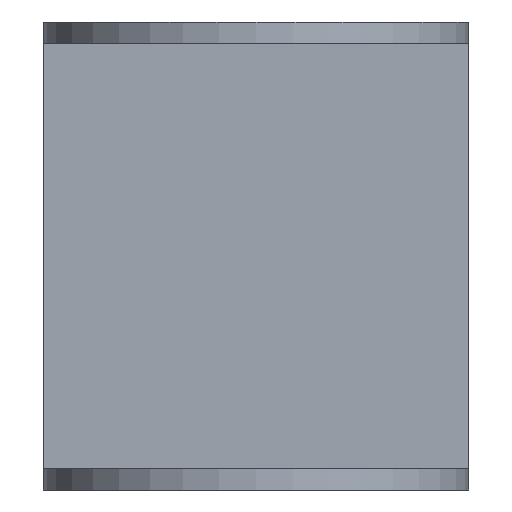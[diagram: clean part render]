
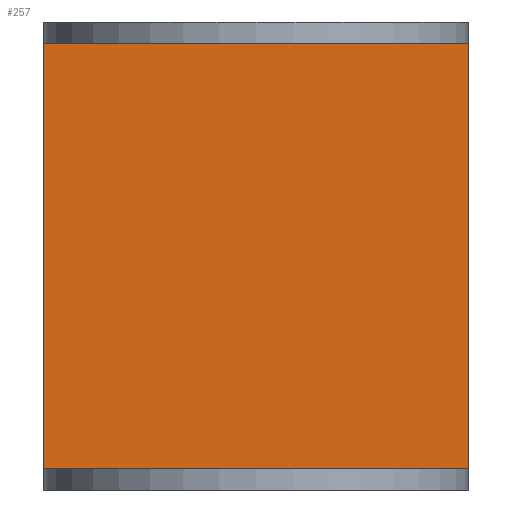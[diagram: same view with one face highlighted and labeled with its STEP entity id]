
A CAD part, left-side view. The second image highlights one B-rep face of the part: STEP entity #257.
In plain terms, the highlighted planar face has unit normal (-1, 0, 0).
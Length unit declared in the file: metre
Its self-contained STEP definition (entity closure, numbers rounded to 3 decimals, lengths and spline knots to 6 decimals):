
#57=ORIENTED_EDGE('',*,*,#121,.T.);
#58=ORIENTED_EDGE('',*,*,#106,.F.);
#59=ORIENTED_EDGE('',*,*,#122,.F.);
#60=ORIENTED_EDGE('',*,*,#116,.T.);
#106=EDGE_CURVE('',#140,#141,#164,.T.);
#116=EDGE_CURVE('',#149,#148,#174,.T.);
#121=EDGE_CURVE('',#148,#141,#179,.T.);
#122=EDGE_CURVE('',#149,#140,#180,.T.);
#140=VERTEX_POINT('',#399);
#141=VERTEX_POINT('',#401);
#148=VERTEX_POINT('',#419);
#149=VERTEX_POINT('',#421);
#164=LINE('',#400,#194);
#174=LINE('',#420,#204);
#179=LINE('',#430,#209);
#180=LINE('',#431,#210);
#194=VECTOR('',#322,1.);
#204=VECTOR('',#336,1.);
#209=VECTOR('',#343,1.);
#210=VECTOR('',#344,1.);
#218=EDGE_LOOP('',(#57,#58,#59,#60));
#232=FACE_BOUND('',#218,.T.);
#245=PLANE('',#286);
#257=ADVANCED_FACE('',(#232),#245,.F.);
#286=AXIS2_PLACEMENT_3D('',#429,#341,#342);
#322=DIRECTION('',(0.,0.,-1.));
#336=DIRECTION('',(0.,0.,-1.));
#341=DIRECTION('',(1.,0.,0.));
#342=DIRECTION('',(0.,0.,-1.));
#343=DIRECTION('',(0.,-1.,0.));
#344=DIRECTION('',(0.,-1.,0.));
#399=CARTESIAN_POINT('',(-0.07,-0.05,0.1));
#400=CARTESIAN_POINT('',(-0.07,-0.05,0.1));
#401=CARTESIAN_POINT('',(-0.07,-0.05,0.));
#419=CARTESIAN_POINT('',(-0.07,0.05,0.));
#420=CARTESIAN_POINT('',(-0.07,0.05,0.1));
#421=CARTESIAN_POINT('',(-0.07,0.05,0.1));
#429=CARTESIAN_POINT('',(-0.07,0.025,0.1));
#430=CARTESIAN_POINT('',(-0.07,0.025,0.));
#431=CARTESIAN_POINT('',(-0.07,0.025,0.1));
